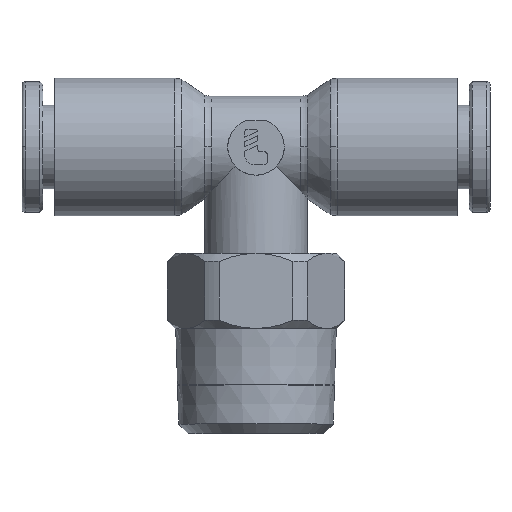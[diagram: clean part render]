
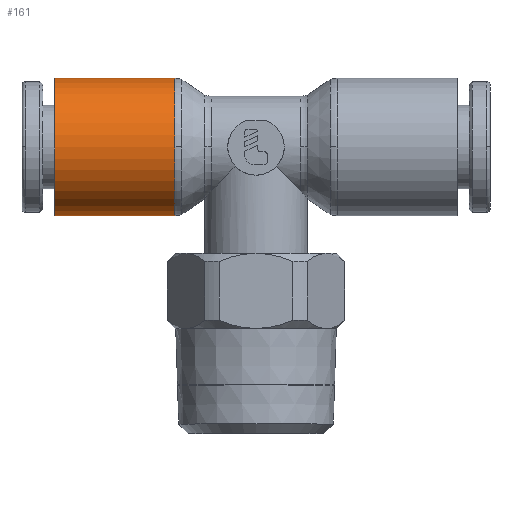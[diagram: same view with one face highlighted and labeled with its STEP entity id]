
A CAD part, top view. The second image highlights one B-rep face of the part: STEP entity #161.
In plain terms, the highlighted cylindrical face has radius 4.25 mm (diameter 8.5 mm), a partial arc.
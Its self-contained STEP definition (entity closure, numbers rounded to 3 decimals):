
#161=ADVANCED_FACE('',(#413),#414,.T.);
#413=FACE_OUTER_BOUND('',#672,.T.);
#414=CYLINDRICAL_SURFACE('',#673,4.25);
#672=EDGE_LOOP('',(#1603,#1604,#1605,#1606,#1607));
#673=AXIS2_PLACEMENT_3D('',#1608,#1609,#1610);
#1603=ORIENTED_EDGE('',*,*,#1691,.T.);
#1604=ORIENTED_EDGE('',*,*,#1686,.F.);
#1605=ORIENTED_EDGE('',*,*,#1961,.F.);
#1606=ORIENTED_EDGE('',*,*,#1693,.T.);
#1607=ORIENTED_EDGE('',*,*,#1960,.T.);
#1608=CARTESIAN_POINT('',(-8.75,0.0,0.0));
#1609=DIRECTION('',(1.0,0.0,0.0));
#1610=DIRECTION('',(0.0,-1.0,0.));
#1686=EDGE_CURVE('',#2009,#2012,#2013,.T.);
#1691=EDGE_CURVE('',#2021,#2012,#2022,.T.);
#1693=EDGE_CURVE('',#2025,#2023,#2026,.T.);
#1960=EDGE_CURVE('',#2023,#2021,#2459,.T.);
#1961=EDGE_CURVE('',#2025,#2009,#2460,.T.);
#2009=VERTEX_POINT('',#2524);
#2012=VERTEX_POINT('',#2527);
#2013=CIRCLE('',#2528,4.25);
#2021=VERTEX_POINT('',#2536);
#2022=LINE('',#2537,#2538);
#2023=VERTEX_POINT('',#2539);
#2025=VERTEX_POINT('',#2541);
#2026=LINE('',#2542,#2543);
#2459=CIRCLE('',#3612,4.25);
#2460=CIRCLE('',#3613,4.25);
#2524=CARTESIAN_POINT('',(-5.02,0.,4.25));
#2527=CARTESIAN_POINT('',(-5.02,-4.25,0.));
#2528=AXIS2_PLACEMENT_3D('',#3678,#3679,#3680);
#2536=CARTESIAN_POINT('',(-12.48,-4.25,0.));
#2537=CARTESIAN_POINT('',(-8.75,-4.25,0.));
#2538=VECTOR('',#3693,1.0);
#2539=CARTESIAN_POINT('',(-12.48,4.25,0.));
#2541=CARTESIAN_POINT('',(-5.02,4.25,0.));
#2542=CARTESIAN_POINT('',(-8.75,4.25,0.));
#2543=VECTOR('',#3697,1.0);
#3612=AXIS2_PLACEMENT_3D('',#4176,#4177,#4178);
#3613=AXIS2_PLACEMENT_3D('',#4179,#4180,#4181);
#3678=CARTESIAN_POINT('',(-5.02,0.0,0.0));
#3679=DIRECTION('',(1.0,0.0,0.0));
#3680=DIRECTION('',(0.0,-1.0,0.));
#3693=DIRECTION('',(1.0,0.0,0.0));
#3697=DIRECTION('',(-1.0,-0.0,-0.0));
#4176=CARTESIAN_POINT('',(-12.48,0.0,0.0));
#4177=DIRECTION('',(1.0,0.0,0.0));
#4178=DIRECTION('',(0.0,-1.0,0.));
#4179=CARTESIAN_POINT('',(-5.02,0.0,0.0));
#4180=DIRECTION('',(1.0,0.0,0.0));
#4181=DIRECTION('',(0.0,-1.0,0.));
